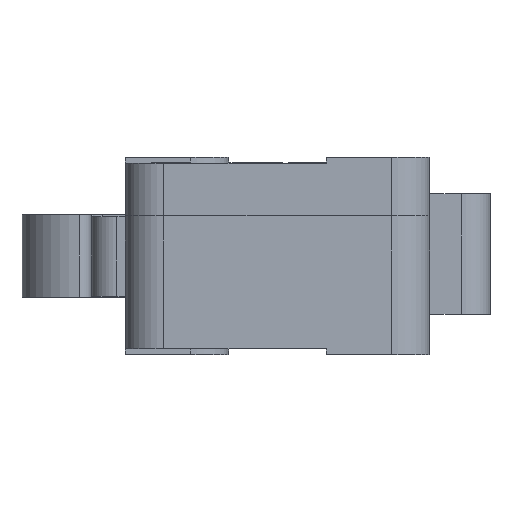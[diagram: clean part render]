
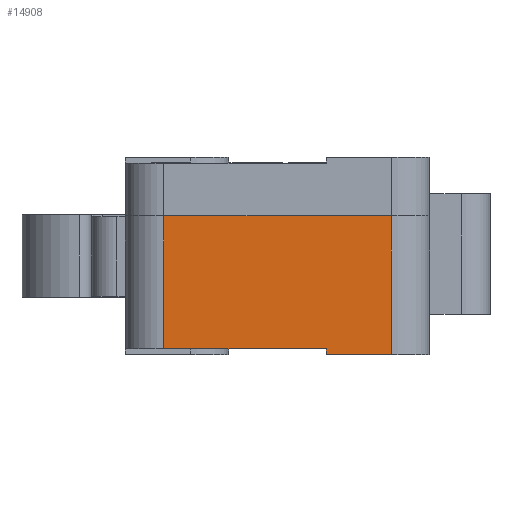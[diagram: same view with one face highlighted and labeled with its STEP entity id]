
A CAD part, left-side view. The second image highlights one B-rep face of the part: STEP entity #14908.
In plain terms, the highlighted planar face has unit normal (-1, 0, 0).
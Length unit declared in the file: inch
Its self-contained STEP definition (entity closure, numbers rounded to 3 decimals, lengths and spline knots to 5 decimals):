
#1543=FACE_OUTER_BOUND('',#2388,.T.);
#2388=EDGE_LOOP('',(#13593,#13594,#13595,#13596,#13597,#13598));
#3634=LINE('',#24213,#5247);
#4107=LINE('',#27067,#5720);
#4110=LINE('',#27075,#5723);
#4114=LINE('',#27086,#5727);
#4117=LINE('',#27092,#5730);
#4128=LINE('',#27121,#5741);
#5247=VECTOR('',#17535,0.3937);
#5720=VECTOR('',#18566,0.3937);
#5723=VECTOR('',#18573,0.3937);
#5727=VECTOR('',#18589,0.3937);
#5730=VECTOR('',#18598,0.3937);
#5741=VECTOR('',#18635,0.3937);
#6859=VERTEX_POINT('',#24200);
#6863=VERTEX_POINT('',#24212);
#7155=VERTEX_POINT('',#27063);
#7156=VERTEX_POINT('',#27065);
#7159=VERTEX_POINT('',#27074);
#7160=VERTEX_POINT('',#27084);
#8665=EDGE_CURVE('',#6863,#6859,#3634,.T.);
#9288=EDGE_CURVE('',#7155,#7156,#4107,.T.);
#9292=EDGE_CURVE('',#7159,#7155,#4110,.T.);
#9298=EDGE_CURVE('',#7160,#7156,#4114,.T.);
#9301=EDGE_CURVE('',#7159,#6859,#4117,.T.);
#9314=EDGE_CURVE('',#7160,#6863,#4128,.T.);
#13593=ORIENTED_EDGE('',*,*,#8665,.T.);
#13594=ORIENTED_EDGE('',*,*,#9301,.F.);
#13595=ORIENTED_EDGE('',*,*,#9292,.T.);
#13596=ORIENTED_EDGE('',*,*,#9288,.T.);
#13597=ORIENTED_EDGE('',*,*,#9298,.F.);
#13598=ORIENTED_EDGE('',*,*,#9314,.T.);
#14127=PLANE('',#15627);
#14908=ADVANCED_FACE('',(#1543),#14127,.T.);
#15627=AXIS2_PLACEMENT_3D('',#27120,#18633,#18634);
#17535=DIRECTION('',(0.,1.,0.));
#18566=DIRECTION('',(0.,0.,-1.));
#18573=DIRECTION('',(0.,-1.,0.));
#18589=DIRECTION('',(0.,1.,0.));
#18598=DIRECTION('',(0.,0.,1.));
#18633=DIRECTION('center_axis',(-1.,0.,0.));
#18634=DIRECTION('ref_axis',(0.,0.,1.));
#18635=DIRECTION('',(0.,0.,1.));
#24200=CARTESIAN_POINT('',(-1.1378,0.25295,0.28543));
#24212=CARTESIAN_POINT('',(-1.1378,-0.21555,0.28543));
#24213=CARTESIAN_POINT('',(-1.1378,0.05809,0.28543));
#27063=CARTESIAN_POINT('',(-1.1378,-0.08169,0.01181));
#27065=CARTESIAN_POINT('',(-1.1378,-0.08169,0.));
#27067=CARTESIAN_POINT('',(-1.1378,-0.08169,0.));
#27074=CARTESIAN_POINT('',(-1.1378,0.25295,0.01181));
#27075=CARTESIAN_POINT('',(-1.1378,-0.09685,0.01181));
#27084=CARTESIAN_POINT('',(-1.1378,-0.21555,0.));
#27086=CARTESIAN_POINT('',(-1.1378,-0.21555,0.));
#27092=CARTESIAN_POINT('',(-1.1378,0.25295,0.));
#27120=CARTESIAN_POINT('Origin',(-1.1378,-0.21555,0.));
#27121=CARTESIAN_POINT('',(-1.1378,-0.21555,0.));
